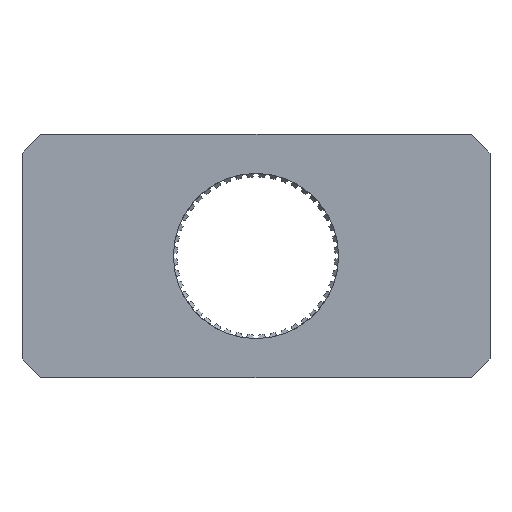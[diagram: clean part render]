
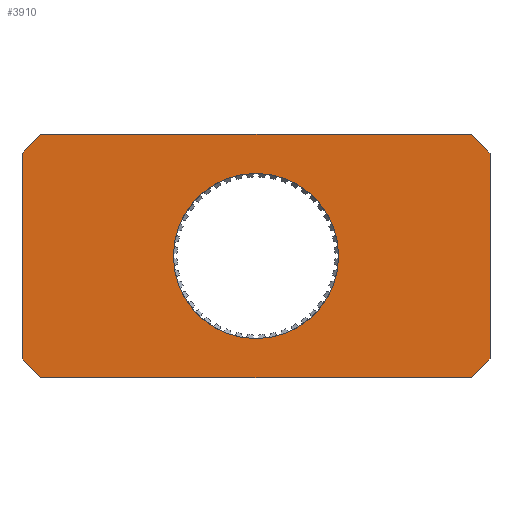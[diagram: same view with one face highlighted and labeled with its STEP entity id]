
A CAD part, left-side view. The second image highlights one B-rep face of the part: STEP entity #3910.
In plain terms, the highlighted planar face has unit normal (-1, 0, 0).
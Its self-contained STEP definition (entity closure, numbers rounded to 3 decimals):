
#73=CARTESIAN_POINT('',(-8.,0.,0.));
#74=DIRECTION('',(1.,0.,0.));
#75=DIRECTION('',(0.,0.,1.));
#76=AXIS2_PLACEMENT_3D('',#73,#74,#75);
#78=CARTESIAN_POINT('',(-8.,0.,0.));
#79=DIRECTION('',(1.,0.,0.));
#80=DIRECTION('',(0.,0.,-1.));
#81=AXIS2_PLACEMENT_3D('',#78,#79,#80);
#83=DIRECTION('',(0.,0.707,0.707));
#84=VECTOR('',#83,7.071);
#85=CARTESIAN_POINT('',(-8.,-62.5,27.5));
#86=LINE('',#85,#84);
#87=DIRECTION('',(0.,0.,-1.));
#88=VECTOR('',#87,55.);
#89=CARTESIAN_POINT('',(-8.,-62.5,27.5));
#90=LINE('',#89,#88);
#91=DIRECTION('',(0.,-0.707,0.707));
#92=VECTOR('',#91,7.071);
#93=CARTESIAN_POINT('',(-8.,-57.5,-32.5));
#94=LINE('',#93,#92);
#95=DIRECTION('',(0.,1.,0.));
#96=VECTOR('',#95,115.);
#97=CARTESIAN_POINT('',(-8.,-57.5,-32.5));
#98=LINE('',#97,#96);
#99=DIRECTION('',(0.,-0.707,-0.707));
#100=VECTOR('',#99,7.071);
#101=CARTESIAN_POINT('',(-8.,62.5,-27.5));
#102=LINE('',#101,#100);
#103=DIRECTION('',(0.,0.,1.));
#104=VECTOR('',#103,55.);
#105=CARTESIAN_POINT('',(-8.,62.5,-27.5));
#106=LINE('',#105,#104);
#107=DIRECTION('',(0.,0.707,-0.707));
#108=VECTOR('',#107,7.071);
#109=CARTESIAN_POINT('',(-8.,57.5,32.5));
#110=LINE('',#109,#108);
#111=DIRECTION('',(0.,-1.,0.));
#112=VECTOR('',#111,115.);
#113=CARTESIAN_POINT('',(-8.,57.5,32.5));
#114=LINE('',#113,#112);
#3837=CARTESIAN_POINT('',(-8.,-62.5,27.5));
#3838=CARTESIAN_POINT('',(-8.,-57.5,32.5));
#3839=VERTEX_POINT('',#3837);
#3840=VERTEX_POINT('',#3838);
#3845=CARTESIAN_POINT('',(-8.,57.5,32.5));
#3846=CARTESIAN_POINT('',(-8.,62.5,27.5));
#3847=VERTEX_POINT('',#3845);
#3848=VERTEX_POINT('',#3846);
#3853=CARTESIAN_POINT('',(-8.,62.5,-27.5));
#3854=CARTESIAN_POINT('',(-8.,57.5,-32.5));
#3855=VERTEX_POINT('',#3853);
#3856=VERTEX_POINT('',#3854);
#3861=CARTESIAN_POINT('',(-8.,-57.5,-32.5));
#3862=CARTESIAN_POINT('',(-8.,-62.5,-27.5));
#3863=VERTEX_POINT('',#3861);
#3864=VERTEX_POINT('',#3862);
#3873=CARTESIAN_POINT('',(-8.,0.,22.05));
#3874=CARTESIAN_POINT('',(-8.,0.,-22.05));
#3875=VERTEX_POINT('',#3873);
#3876=VERTEX_POINT('',#3874);
#3881=CARTESIAN_POINT('',(-8.,0.,0.));
#3882=DIRECTION('',(1.,0.,0.));
#3883=DIRECTION('',(0.,0.,-1.));
#3884=AXIS2_PLACEMENT_3D('',#3881,#3882,#3883);
#3885=PLANE('',#3884);
#3887=ORIENTED_EDGE('',*,*,#3886,.F.);
#3889=ORIENTED_EDGE('',*,*,#3888,.T.);
#3891=ORIENTED_EDGE('',*,*,#3890,.F.);
#3893=ORIENTED_EDGE('',*,*,#3892,.T.);
#3895=ORIENTED_EDGE('',*,*,#3894,.F.);
#3897=ORIENTED_EDGE('',*,*,#3896,.T.);
#3899=ORIENTED_EDGE('',*,*,#3898,.F.);
#3901=ORIENTED_EDGE('',*,*,#3900,.T.);
#3902=EDGE_LOOP('',(#3887,#3889,#3891,#3893,#3895,#3897,#3899,#3901));
#3903=FACE_OUTER_BOUND('',#3902,.F.);
#3905=ORIENTED_EDGE('',*,*,#3904,.F.);
#3907=ORIENTED_EDGE('',*,*,#3906,.F.);
#3908=EDGE_LOOP('',(#3905,#3907));
#3909=FACE_BOUND('',#3908,.F.);
#77=CIRCLE('',#76,22.05);
#82=CIRCLE('',#81,22.05);
#3886=EDGE_CURVE('',#3839,#3840,#86,.T.);
#3888=EDGE_CURVE('',#3839,#3864,#90,.T.);
#3890=EDGE_CURVE('',#3863,#3864,#94,.T.);
#3892=EDGE_CURVE('',#3863,#3856,#98,.T.);
#3894=EDGE_CURVE('',#3855,#3856,#102,.T.);
#3896=EDGE_CURVE('',#3855,#3848,#106,.T.);
#3898=EDGE_CURVE('',#3847,#3848,#110,.T.);
#3900=EDGE_CURVE('',#3847,#3840,#114,.T.);
#3904=EDGE_CURVE('',#3875,#3876,#77,.T.);
#3906=EDGE_CURVE('',#3876,#3875,#82,.T.);
#3910=ADVANCED_FACE('',(#3903,#3909),#3885,.F.);
